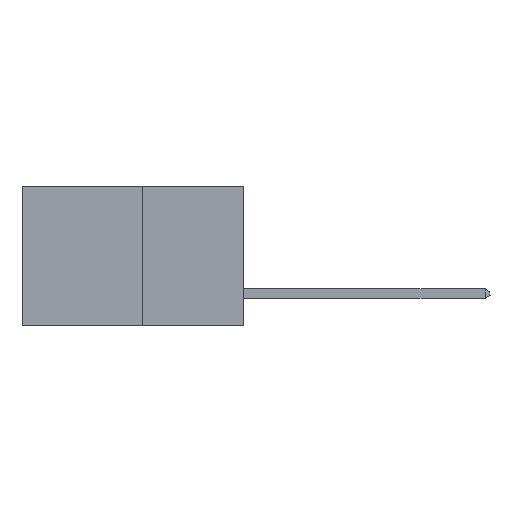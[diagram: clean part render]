
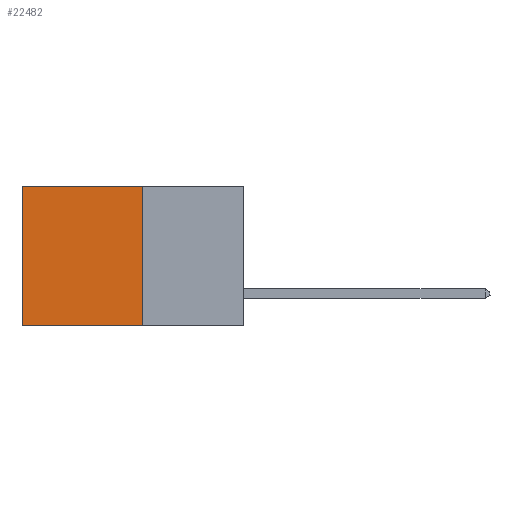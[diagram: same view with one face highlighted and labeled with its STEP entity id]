
A CAD part, left-side view. The second image highlights one B-rep face of the part: STEP entity #22482.
In plain terms, the highlighted planar face has unit normal (-1, 0, 0).
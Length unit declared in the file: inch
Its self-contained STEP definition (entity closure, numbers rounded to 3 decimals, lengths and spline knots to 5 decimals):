
#169 = EDGE_CURVE ( 'NONE', #16608, #10830, #3633, .T. ) ;
#844 = LINE ( 'NONE', #19573, #4873 ) ;
#1015 = AXIS2_PLACEMENT_3D ( 'NONE', #5067, #8616, #20937 ) ;
#1835 = ORIENTED_EDGE ( 'NONE', *, *, #20840, .T. ) ;
#2143 = LINE ( 'NONE', #21889, #20246 ) ;
#3633 = LINE ( 'NONE', #19496, #12848 ) ;
#4873 = VECTOR ( 'NONE', #21385, 39.37008 ) ;
#5067 = CARTESIAN_POINT ( 'NONE',  ( 0.277, 0.27, -0.37 ) ) ;
#5686 = ORIENTED_EDGE ( 'NONE', *, *, #14612, .F. ) ;
#6004 = ORIENTED_EDGE ( 'NONE', *, *, #169, .F. ) ;
#7367 = CARTESIAN_POINT ( 'NONE',  ( 0.277, 0.59, -0.37 ) ) ;
#8580 = DIRECTION ( 'NONE',  ( 0., 0., -1. ) ) ;
#8616 = DIRECTION ( 'NONE',  ( 1., 0., 0. ) ) ;
#9107 = CARTESIAN_POINT ( 'NONE',  ( 0.277, 0.27, -0.37 ) ) ;
#9485 = FACE_OUTER_BOUND ( 'NONE', #14410, .T. ) ;
#9612 = DIRECTION ( 'NONE',  ( 0., 1., 0. ) ) ;
#10830 = VERTEX_POINT ( 'NONE', #9107 ) ;
#12237 = DIRECTION ( 'NONE',  ( 0., 1., 0. ) ) ;
#12672 = LINE ( 'NONE', #21005, #20845 ) ;
#12848 = VECTOR ( 'NONE', #8580, 39.37008 ) ;
#13249 = CARTESIAN_POINT ( 'NONE',  ( 0.277, 0.27, 0. ) ) ;
#13727 = EDGE_CURVE ( 'NONE', #16608, #19578, #12672, .T. ) ;
#14410 = EDGE_LOOP ( 'NONE', ( #1835, #5686, #6004, #15122 ) ) ;
#14612 = EDGE_CURVE ( 'NONE', #10830, #20217, #2143, .T. ) ;
#15122 = ORIENTED_EDGE ( 'NONE', *, *, #13727, .T. ) ;
#15636 = PLANE ( 'NONE',  #1015 ) ;
#16608 = VERTEX_POINT ( 'NONE', #13249 ) ;
#19496 = CARTESIAN_POINT ( 'NONE',  ( 0.277, 0.27, -0.37 ) ) ;
#19523 = CARTESIAN_POINT ( 'NONE',  ( 0.277, 0.59, 0. ) ) ;
#19573 = CARTESIAN_POINT ( 'NONE',  ( 0.277, 0.59, -0.37 ) ) ;
#19578 = VERTEX_POINT ( 'NONE', #19523 ) ;
#20217 = VERTEX_POINT ( 'NONE', #7367 ) ;
#20246 = VECTOR ( 'NONE', #9612, 39.37008 ) ;
#20840 = EDGE_CURVE ( 'NONE', #19578, #20217, #844, .T. ) ;
#20845 = VECTOR ( 'NONE', #12237, 39.37008 ) ;
#20937 = DIRECTION ( 'NONE',  ( 0., 0., -1. ) ) ;
#21005 = CARTESIAN_POINT ( 'NONE',  ( 0.277, 0.27, 0. ) ) ;
#21385 = DIRECTION ( 'NONE',  ( 0., 0., -1. ) ) ;
#21889 = CARTESIAN_POINT ( 'NONE',  ( 0.277, 0.27, -0.37 ) ) ;
#22482 = ADVANCED_FACE ( 'NONE', ( #9485 ), #15636, .F. ) ;
